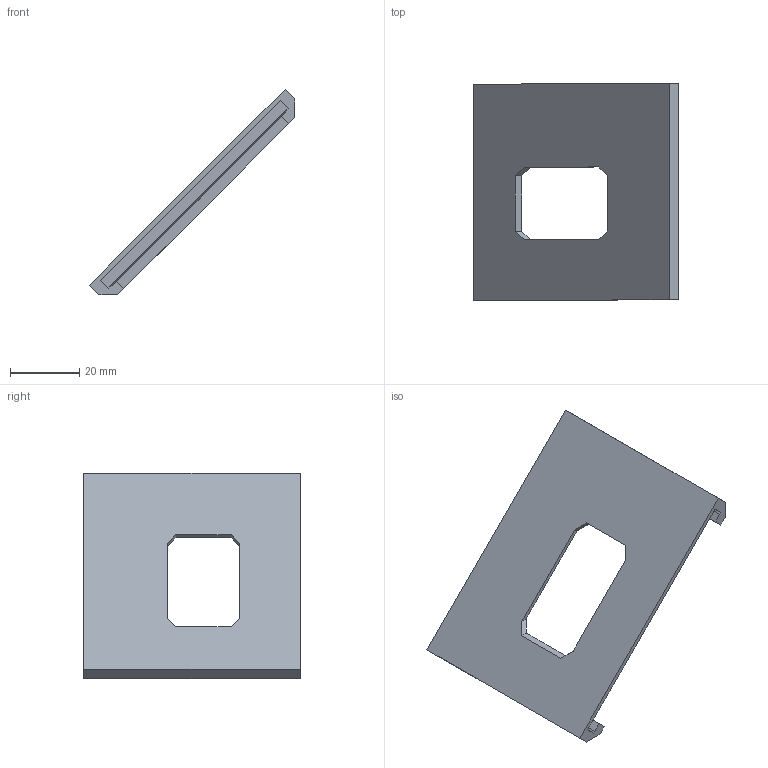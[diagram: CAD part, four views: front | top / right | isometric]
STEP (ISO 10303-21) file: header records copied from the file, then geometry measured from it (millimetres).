
FILE_DESCRIPTION( ( '' ), ' ' );
FILE_NAME( '5eac3e1ea92953155a8116b6.step', '2020-05-01T15:19:58', ( '' ), ( '' ), ' ', ' ', ' ' );
FILE_SCHEMA( ( 'AUTOMOTIVE_DESIGN { 1 0 10303 214 1 1 1 1 }' ) );
Length unit declared in the file: metre
Products named in the file (1): DBS25 - Blank Mounting Plate
Bounding box: 59.27 x 62.36 x 59.27 mm (x, y, z)
Volume: 9804 mm3; surface area: 12197 mm2
Topology: 1 solids, 1 shells, 28 faces, 74 edges, 48 vertices
Faces by surface type: plane 28
Entity records: 1090 total; most frequent: CARTESIAN_POINT 151, ORIENTED_EDGE 148, DIRECTION 132, EDGE_CURVE 74, LINE 74, VECTOR 74, VERTEX_POINT 48, EDGE_LOOP 30
